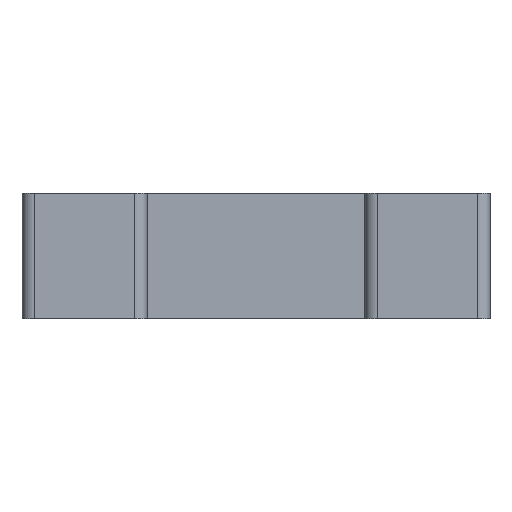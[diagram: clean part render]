
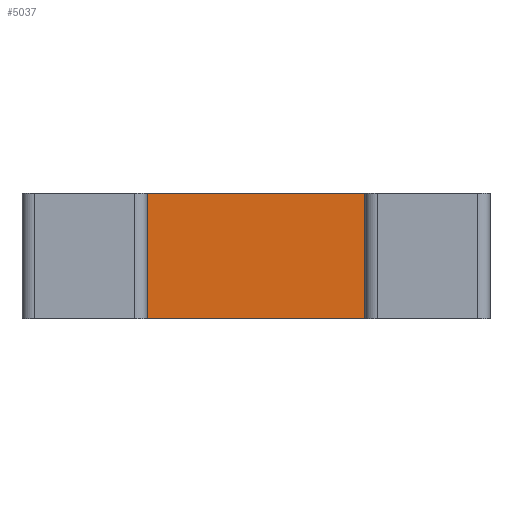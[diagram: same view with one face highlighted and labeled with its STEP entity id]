
A CAD part, front view. The second image highlights one B-rep face of the part: STEP entity #5037.
In plain terms, the highlighted planar face has unit normal (0, -1, 0).
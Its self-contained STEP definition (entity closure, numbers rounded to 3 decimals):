
#32 = PLANE('',#33);
#33 = AXIS2_PLACEMENT_3D('',#34,#35,#36);
#34 = CARTESIAN_POINT('',(0.,0.45,0.05));
#35 = DIRECTION('',(0.,0.,1.));
#36 = DIRECTION('',(1.,0.,0.));
#734 = VERTEX_POINT('',#735);
#735 = CARTESIAN_POINT('',(-17.75,0.5,0.05));
#749 = PLANE('',#750);
#750 = AXIS2_PLACEMENT_3D('',#751,#752,#753);
#751 = CARTESIAN_POINT('',(-17.75,0.5,1.25));
#752 = DIRECTION('',(-1.,0.,0.));
#753 = DIRECTION('',(0.,-1.,0.));
#761 = EDGE_CURVE('',#762,#734,#764,.T.);
#762 = VERTEX_POINT('',#763);
#763 = CARTESIAN_POINT('',(17.75,0.5,0.05));
#764 = SURFACE_CURVE('',#765,(#769,#776),.PCURVE_S1.);
#765 = LINE('',#766,#767);
#766 = CARTESIAN_POINT('',(17.75,0.5,0.05));
#767 = VECTOR('',#768,1.);
#768 = DIRECTION('',(-1.,0.,0.));
#769 = PCURVE('',#32,#770);
#770 = DEFINITIONAL_REPRESENTATION('',(#771),#775);
#771 = LINE('',#772,#773);
#772 = CARTESIAN_POINT('',(17.75,0.05));
#773 = VECTOR('',#774,1.);
#774 = DIRECTION('',(-1.,0.));
#775 = ( GEOMETRIC_REPRESENTATION_CONTEXT(2) 
PARAMETRIC_REPRESENTATION_CONTEXT() REPRESENTATION_CONTEXT('2D SPACE',''
  ) );
#776 = PCURVE('',#777,#782);
#777 = PLANE('',#778);
#778 = AXIS2_PLACEMENT_3D('',#779,#780,#781);
#779 = CARTESIAN_POINT('',(-4.,0.5,0.05));
#780 = DIRECTION('',(0.,-1.,0.));
#781 = DIRECTION('',(1.,0.,0.));
#782 = DEFINITIONAL_REPRESENTATION('',(#783),#787);
#783 = LINE('',#784,#785);
#784 = CARTESIAN_POINT('',(21.75,0.));
#785 = VECTOR('',#786,1.);
#786 = DIRECTION('',(-1.,0.));
#787 = ( GEOMETRIC_REPRESENTATION_CONTEXT(2) 
PARAMETRIC_REPRESENTATION_CONTEXT() REPRESENTATION_CONTEXT('2D SPACE',''
  ) );
#805 = PLANE('',#806);
#806 = AXIS2_PLACEMENT_3D('',#807,#808,#809);
#807 = CARTESIAN_POINT('',(17.75,-6.65,1.25));
#808 = DIRECTION('',(1.,0.,0.));
#809 = DIRECTION('',(0.,1.,0.));
#1478 = PLANE('',#1479);
#1479 = AXIS2_PLACEMENT_3D('',#1480,#1481,#1482);
#1480 = CARTESIAN_POINT('',(38.15,41.9,20.55));
#1481 = DIRECTION('',(0.,0.,1.));
#1482 = DIRECTION('',(0.,-1.,0.));
#2217 = VERTEX_POINT('',#2218);
#2218 = CARTESIAN_POINT('',(17.75,0.5,20.55));
#2239 = EDGE_CURVE('',#2240,#2217,#2242,.T.);
#2240 = VERTEX_POINT('',#2241);
#2241 = CARTESIAN_POINT('',(-17.75,0.5,20.55));
#2242 = SURFACE_CURVE('',#2243,(#2247,#2254),.PCURVE_S1.);
#2243 = LINE('',#2244,#2245);
#2244 = CARTESIAN_POINT('',(-17.75,0.5,20.55));
#2245 = VECTOR('',#2246,1.);
#2246 = DIRECTION('',(1.,0.,0.));
#2247 = PCURVE('',#1478,#2248);
#2248 = DEFINITIONAL_REPRESENTATION('',(#2249),#2253);
#2249 = LINE('',#2250,#2251);
#2250 = CARTESIAN_POINT('',(41.4,-55.9));
#2251 = VECTOR('',#2252,1.);
#2252 = DIRECTION('',(0.,1.));
#2253 = ( GEOMETRIC_REPRESENTATION_CONTEXT(2) 
PARAMETRIC_REPRESENTATION_CONTEXT() REPRESENTATION_CONTEXT('2D SPACE',''
  ) );
#2254 = PCURVE('',#777,#2255);
#2255 = DEFINITIONAL_REPRESENTATION('',(#2256),#2260);
#2256 = LINE('',#2257,#2258);
#2257 = CARTESIAN_POINT('',(-13.75,20.5));
#2258 = VECTOR('',#2259,1.);
#2259 = DIRECTION('',(1.,0.));
#2260 = ( GEOMETRIC_REPRESENTATION_CONTEXT(2) 
PARAMETRIC_REPRESENTATION_CONTEXT() REPRESENTATION_CONTEXT('2D SPACE',''
  ) );
#5016 = EDGE_CURVE('',#734,#2240,#5017,.T.);
#5017 = SURFACE_CURVE('',#5018,(#5022,#5029),.PCURVE_S1.);
#5018 = LINE('',#5019,#5020);
#5019 = CARTESIAN_POINT('',(-17.75,0.5,0.05));
#5020 = VECTOR('',#5021,1.);
#5021 = DIRECTION('',(0.,0.,1.));
#5022 = PCURVE('',#749,#5023);
#5023 = DEFINITIONAL_REPRESENTATION('',(#5024),#5028);
#5024 = LINE('',#5025,#5026);
#5025 = CARTESIAN_POINT('',(0.,-1.2));
#5026 = VECTOR('',#5027,1.);
#5027 = DIRECTION('',(0.,1.));
#5028 = ( GEOMETRIC_REPRESENTATION_CONTEXT(2) 
PARAMETRIC_REPRESENTATION_CONTEXT() REPRESENTATION_CONTEXT('2D SPACE',''
  ) );
#5029 = PCURVE('',#777,#5030);
#5030 = DEFINITIONAL_REPRESENTATION('',(#5031),#5035);
#5031 = LINE('',#5032,#5033);
#5032 = CARTESIAN_POINT('',(-13.75,0.));
#5033 = VECTOR('',#5034,1.);
#5034 = DIRECTION('',(0.,1.));
#5035 = ( GEOMETRIC_REPRESENTATION_CONTEXT(2) 
PARAMETRIC_REPRESENTATION_CONTEXT() REPRESENTATION_CONTEXT('2D SPACE',''
  ) );
#5037 = ADVANCED_FACE('',(#5038),#777,.T.);
#5038 = FACE_BOUND('',#5039,.F.);
#5039 = EDGE_LOOP('',(#5040,#5041,#5042,#5063));
#5040 = ORIENTED_EDGE('',*,*,#5016,.T.);
#5041 = ORIENTED_EDGE('',*,*,#2239,.T.);
#5042 = ORIENTED_EDGE('',*,*,#5043,.F.);
#5043 = EDGE_CURVE('',#762,#2217,#5044,.T.);
#5044 = SURFACE_CURVE('',#5045,(#5049,#5056),.PCURVE_S1.);
#5045 = LINE('',#5046,#5047);
#5046 = CARTESIAN_POINT('',(17.75,0.5,0.05));
#5047 = VECTOR('',#5048,1.);
#5048 = DIRECTION('',(0.,0.,1.));
#5049 = PCURVE('',#777,#5050);
#5050 = DEFINITIONAL_REPRESENTATION('',(#5051),#5055);
#5051 = LINE('',#5052,#5053);
#5052 = CARTESIAN_POINT('',(21.75,0.));
#5053 = VECTOR('',#5054,1.);
#5054 = DIRECTION('',(0.,1.));
#5055 = ( GEOMETRIC_REPRESENTATION_CONTEXT(2) 
PARAMETRIC_REPRESENTATION_CONTEXT() REPRESENTATION_CONTEXT('2D SPACE',''
  ) );
#5056 = PCURVE('',#805,#5057);
#5057 = DEFINITIONAL_REPRESENTATION('',(#5058),#5062);
#5058 = LINE('',#5059,#5060);
#5059 = CARTESIAN_POINT('',(7.15,-1.2));
#5060 = VECTOR('',#5061,1.);
#5061 = DIRECTION('',(0.,1.));
#5062 = ( GEOMETRIC_REPRESENTATION_CONTEXT(2) 
PARAMETRIC_REPRESENTATION_CONTEXT() REPRESENTATION_CONTEXT('2D SPACE',''
  ) );
#5063 = ORIENTED_EDGE('',*,*,#761,.T.);
